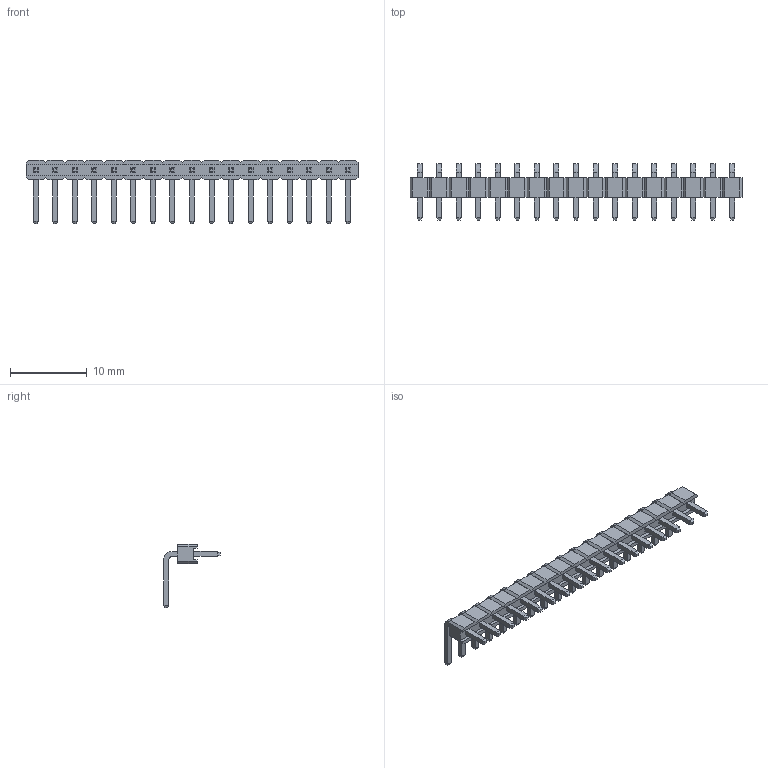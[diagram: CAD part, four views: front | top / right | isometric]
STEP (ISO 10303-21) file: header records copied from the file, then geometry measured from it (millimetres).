
FILE_DESCRIPTION (( 'STEP AP214' ), '1' );
FILE_NAME ('SW3dPS-0.1inch pin strip right angle.STEP', '2009-09-17T21:55:06', ( 'sysAdmin' ), ( 'SolidWorks' ), 'SwSTEP 2.0', 'SolidWorks 2009', '' );
FILE_SCHEMA (( 'AUTOMOTIVE_DESIGN' ));
Length unit declared in the file: millimetre
Products named in the file (1): SW3dPS-0.1inch pin strip right angle
Bounding box: 43.18 x 7.33 x 8.27 mm (x, y, z)
Volume: 318.9 mm3; surface area: 995.6 mm2
Topology: 1 solids, 1 shells, 484 faces, 1208 edges, 760 vertices
Faces by surface type: plane 450, cylinder 34
Entity records: 15236 total; most frequent: CARTESIAN_POINT 2453, ORIENTED_EDGE 2416, DIRECTION 2246, EDGE_CURVE 1208, LINE 1140, VECTOR 1140, VERTEX_POINT 760, AXIS2_PLACEMENT_3D 553
